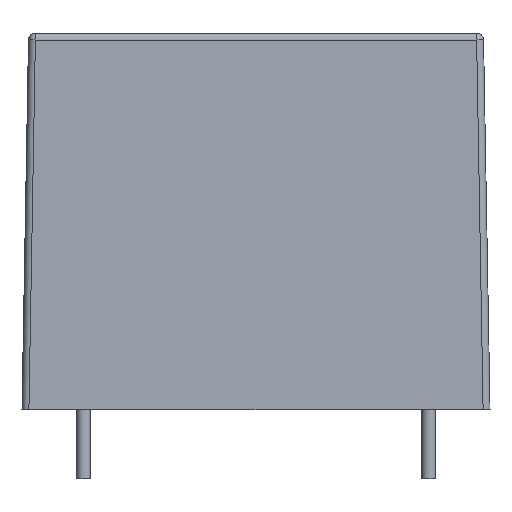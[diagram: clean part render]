
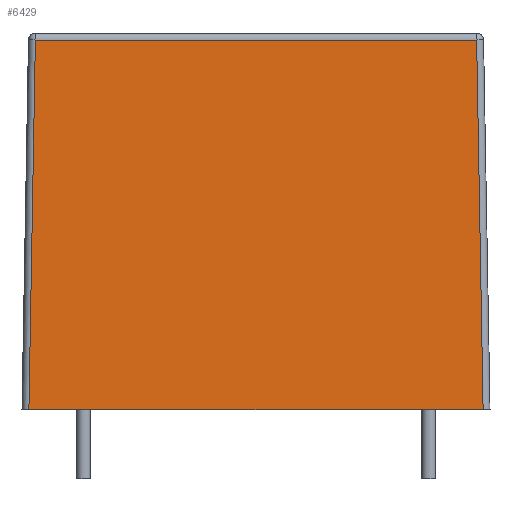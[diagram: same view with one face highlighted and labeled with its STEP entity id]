
A CAD part, left-side view. The second image highlights one B-rep face of the part: STEP entity #6429.
In plain terms, the highlighted planar face has unit normal (-1, 0, 0.018).
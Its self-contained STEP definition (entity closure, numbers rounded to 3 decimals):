
#195 = VECTOR ( 'NONE', #6337, 1000. ) ;
#342 = DIRECTION ( 'NONE',  ( 0.017, -0.017, 1. ) ) ;
#813 = DIRECTION ( 'NONE',  ( 0., -1., 0. ) ) ;
#1268 = FACE_OUTER_BOUND ( 'NONE', #5620, .T. ) ;
#1645 = VERTEX_POINT ( 'NONE', #5540 ) ;
#1750 = VECTOR ( 'NONE', #342, 1000. ) ;
#2174 = VECTOR ( 'NONE', #813, 1000. ) ;
#2184 = LINE ( 'NONE', #3854, #195 ) ;
#2278 = DIRECTION ( 'NONE',  ( -1., 0., 0.017 ) ) ;
#3017 = DIRECTION ( 'NONE',  ( 0., 1., 0. ) ) ;
#3604 = VECTOR ( 'NONE', #8582, 1000. ) ;
#3854 = CARTESIAN_POINT ( 'NONE',  ( -1.249, -0.802, -7. ) ) ;
#4713 = EDGE_CURVE ( 'NONE', #10046, #1645, #6092, .T. ) ;
#5243 = EDGE_CURVE ( 'NONE', #10046, #9277, #2184, .T. ) ;
#5346 = CARTESIAN_POINT ( 'NONE',  ( -1.249, -2.77, -7. ) ) ;
#5398 = ORIENTED_EDGE ( 'NONE', *, *, #7633, .F. ) ;
#5540 = CARTESIAN_POINT ( 'NONE',  ( -1.249, 25.498, -7. ) ) ;
#5620 = EDGE_LOOP ( 'NONE', ( #9558, #5398, #6720, #7133 ) ) ;
#5837 = AXIS2_PLACEMENT_3D ( 'NONE', #5346, #2278, #3017 ) ;
#6092 = LINE ( 'NONE', #9390, #3604 ) ;
#6337 = DIRECTION ( 'NONE',  ( 0.017, 0.017, 1. ) ) ;
#6429 = ADVANCED_FACE ( 'NONE', ( #1268 ), #10402, .T. ) ;
#6720 = ORIENTED_EDGE ( 'NONE', *, *, #4713, .F. ) ;
#6878 = LINE ( 'NONE', #10170, #1750 ) ;
#7133 = ORIENTED_EDGE ( 'NONE', *, *, #5243, .T. ) ;
#7633 = EDGE_CURVE ( 'NONE', #1645, #9382, #6878, .T. ) ;
#7866 = CARTESIAN_POINT ( 'NONE',  ( -0.876, 25.124, 14.407 ) ) ;
#8096 = CARTESIAN_POINT ( 'NONE',  ( -1.249, -0.802, -7. ) ) ;
#8235 = CARTESIAN_POINT ( 'NONE',  ( -0.876, 25.124, 14.407 ) ) ;
#8484 = EDGE_CURVE ( 'NONE', #9382, #9277, #10286, .T. ) ;
#8582 = DIRECTION ( 'NONE',  ( 0., 1., 0. ) ) ;
#9277 = VERTEX_POINT ( 'NONE', #9449 ) ;
#9382 = VERTEX_POINT ( 'NONE', #7866 ) ;
#9390 = CARTESIAN_POINT ( 'NONE',  ( -1.249, -0.802, -7. ) ) ;
#9449 = CARTESIAN_POINT ( 'NONE',  ( -0.876, -0.429, 14.407 ) ) ;
#9558 = ORIENTED_EDGE ( 'NONE', *, *, #8484, .F. ) ;
#10046 = VERTEX_POINT ( 'NONE', #8096 ) ;
#10170 = CARTESIAN_POINT ( 'NONE',  ( -1.249, 25.498, -7. ) ) ;
#10286 = LINE ( 'NONE', #8235, #2174 ) ;
#10402 = PLANE ( 'NONE',  #5837 ) ;
